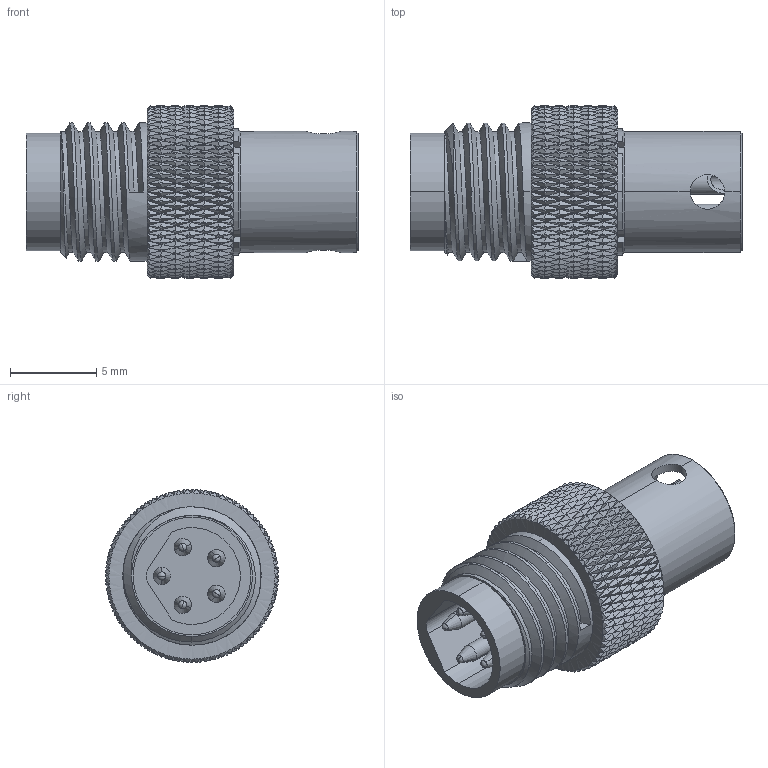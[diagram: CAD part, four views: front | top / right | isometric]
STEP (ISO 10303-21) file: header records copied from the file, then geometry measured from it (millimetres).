
FILE_DESCRIPTION (( 'STEP AP203' ), '1' );
FILE_NAME ('50-01005_revA.STEP', '2023-03-16T23:39:22', ( '' ), ( '' ), 'SwSTEP 2.0', 'SolidWorks 2021', '' );
FILE_SCHEMA (( 'CONFIG_CONTROL_DESIGN' ));
Length unit declared in the file: millimetre
Products named in the file (5): 50-01005-02___; 50-01005-04___; 50-01005-03___; 50-01005-01___; 50-01005_revA
Assembly tree (8 placements, depth 2):
  50-01005_revA
    50-01005-01___
    50-01005-02___
    50-01005-03___  x5
    50-01005-04___
Bounding box: 19.2 x 10 x 10 mm (x, y, z)
Volume: 715.8 mm3; surface area: 2197.1 mm2
Topology: 8 solids, 8 shells, 2166 faces, 4304 edges, 2170 vertices
Faces by surface type: bspline 1443, cylinder 436, cone 173, plane 74, torus 30, sphere 10
Entity records: 96940 total; most frequent: CARTESIAN_POINT 67066, ORIENTED_EDGE 8028, EDGE_CURVE 4014, B_SPLINE_CURVE_WITH_KNOTS 3526, EDGE_LOOP 2058, FACE_OUTER_BOUND 2030, ADVANCED_FACE 2030, VERTEX_POINT 2002
